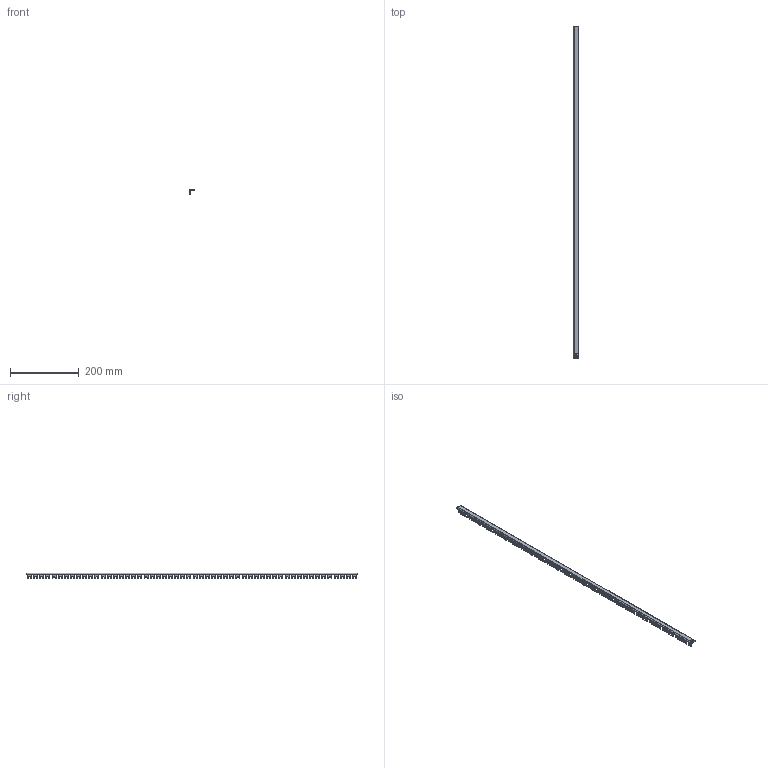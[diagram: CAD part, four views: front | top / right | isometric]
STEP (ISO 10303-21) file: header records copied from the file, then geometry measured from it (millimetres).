
FILE_DESCRIPTION((''),'2;1');
FILE_NAME('PRT0174_1_ASM_1_ASM','2021-04-01T',('marketing.praksa'),('Audax d.o.o.'),'CREO PARAMETRIC BY PTC INC, 2017480','CREO PARAMETRIC BY PTC INC, 2017480','');
FILE_SCHEMA(('AUTOMOTIVE_DESIGN { 1 0 10303 214 1 1 1 1 }'));
Products named in the file (6): PRT0174_1_1_1; CPR-54MOD; PRT0174_1_2_1; BASE-54MOD; PRT0174_1_3_1; PRT0174_1_ASM_1_ASM
Assembly tree (5 placements, depth 2):
  PRT0174_1_ASM_1_ASM
    PRT0174_1_1_1
    CPR-54MOD
    PRT0174_1_2_1
    BASE-54MOD
    PRT0174_1_3_1
Bounding box: 15.64 x 963.63 x 16.77 mm (x, y, z)
Volume: 55620.7 mm3; surface area: 103018 mm2
Topology: 5 solids, 5 shells, 1233 faces, 3410 edges, 2190 vertices
Faces by surface type: plane 582, cylinder 539, bspline 112
Entity records: 65327 total; most frequent: CARTESIAN_POINT 14434, ORIENTED_EDGE 6820, DIRECTION 6422, PRESENTATION_STYLE_ASSIGNMENT 4648, STYLED_ITEM 4648, CURVE_STYLE 3410, EDGE_CURVE 3410, AXIS2_PLACEMENT_3D 2196
